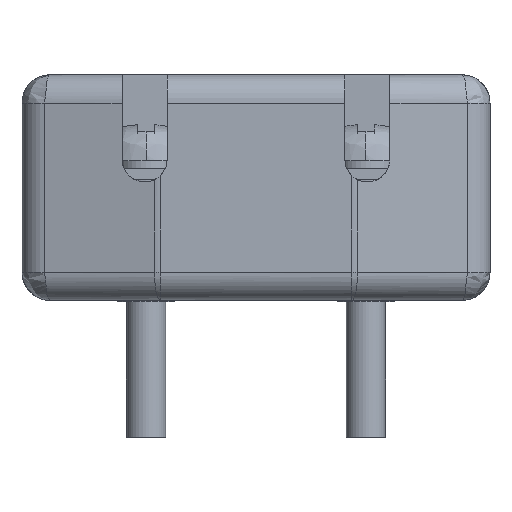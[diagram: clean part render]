
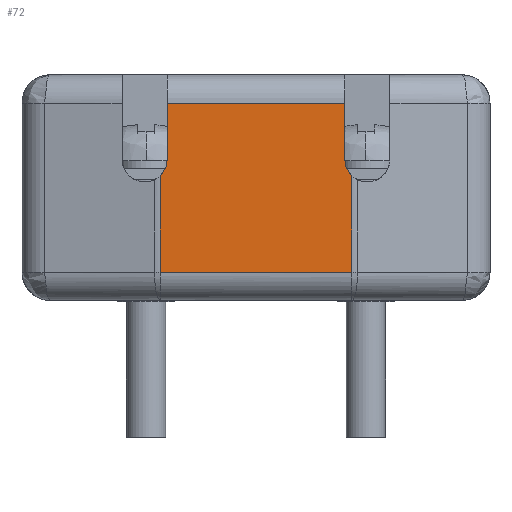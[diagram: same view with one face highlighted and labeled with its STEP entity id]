
A CAD part, left-side view. The second image highlights one B-rep face of the part: STEP entity #72.
In plain terms, the highlighted planar face has unit normal (-1, 0, 0).
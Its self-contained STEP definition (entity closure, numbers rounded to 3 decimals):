
#13 = LINE ( 'NONE', #3888, #7915 ) ;
#72 = ADVANCED_FACE ( 'NONE', ( #1526 ), #6842, .T. ) ;
#98 = DIRECTION ( 'NONE',  ( 0., 1., 0. ) ) ;
#458 = CARTESIAN_POINT ( 'NONE',  ( -10.25, 3.397, 1. ) ) ;
#524 = CARTESIAN_POINT ( 'NONE',  ( -10.25, 3.397, 4. ) ) ;
#584 = DIRECTION ( 'NONE',  ( 0., 0., -1. ) ) ;
#603 = LINE ( 'NONE', #7141, #2746 ) ;
#662 = CARTESIAN_POINT ( 'NONE',  ( -10.25, -3.397, 1. ) ) ;
#694 = VECTOR ( 'NONE', #2216, 1000. ) ;
#707 = DIRECTION ( 'NONE',  ( 0., 0., -1. ) ) ;
#754 = CARTESIAN_POINT ( 'NONE',  ( -10.25, 0., 7. ) ) ;
#833 = ORIENTED_EDGE ( 'NONE', *, *, #2520, .F. ) ;
#877 = CARTESIAN_POINT ( 'NONE',  ( -10.25, -3.397, 1. ) ) ;
#1172 = DIRECTION ( 'NONE',  ( 0., -1., 0. ) ) ;
#1290 = VERTEX_POINT ( 'NONE', #1848 ) ;
#1364 = EDGE_LOOP ( 'NONE', ( #7838, #3739, #3328, #8562, #833, #7042, #8453, #8522 ) ) ;
#1365 = DIRECTION ( 'NONE',  ( -1., 0., 0. ) ) ;
#1429 = CARTESIAN_POINT ( 'NONE',  ( -10.25, -3.15, 4. ) ) ;
#1526 = FACE_OUTER_BOUND ( 'NONE', #1364, .T. ) ;
#1756 = VECTOR ( 'NONE', #4675, 1000. ) ;
#1773 = CARTESIAN_POINT ( 'NONE',  ( -10.25, 3.15, 5. ) ) ;
#1848 = CARTESIAN_POINT ( 'NONE',  ( -10.25, -3.15, 7. ) ) ;
#2037 = AXIS2_PLACEMENT_3D ( 'NONE', #7335, #1365, #707 ) ;
#2079 = EDGE_CURVE ( 'NONE', #2395, #5071, #7347, .T. ) ;
#2216 = DIRECTION ( 'NONE',  ( 0., 0., 1. ) ) ;
#2245 = EDGE_CURVE ( 'NONE', #7249, #5071, #5491, .T. ) ;
#2395 = VERTEX_POINT ( 'NONE', #662 ) ;
#2453 = CIRCLE ( 'NONE', #2037, 0.8 ) ;
#2520 = EDGE_CURVE ( 'NONE', #5939, #5227, #2453, .T. ) ;
#2746 = VECTOR ( 'NONE', #1172, 1000. ) ;
#2856 = CARTESIAN_POINT ( 'NONE',  ( -10.25, -3.397, 4.422 ) ) ;
#3328 = ORIENTED_EDGE ( 'NONE', *, *, #7436, .T. ) ;
#3532 = DIRECTION ( 'NONE',  ( -1., 0., 0. ) ) ;
#3739 = ORIENTED_EDGE ( 'NONE', *, *, #5050, .T. ) ;
#3888 = CARTESIAN_POINT ( 'NONE',  ( -10.25, 3.15, 4. ) ) ;
#4145 = VECTOR ( 'NONE', #4435, 1000. ) ;
#4435 = DIRECTION ( 'NONE',  ( 0., 0., -1. ) ) ;
#4524 = CARTESIAN_POINT ( 'NONE',  ( -10.25, 3.15, 7. ) ) ;
#4668 = LINE ( 'NONE', #754, #5964 ) ;
#4675 = DIRECTION ( 'NONE',  ( 0., 0., 1. ) ) ;
#4901 = EDGE_CURVE ( 'NONE', #5216, #2395, #603, .T. ) ;
#5050 = EDGE_CURVE ( 'NONE', #7249, #1290, #6122, .T. ) ;
#5071 = VERTEX_POINT ( 'NONE', #2856 ) ;
#5198 = CARTESIAN_POINT ( 'NONE',  ( -10.25, -3.397, 4. ) ) ;
#5216 = VERTEX_POINT ( 'NONE', #458 ) ;
#5227 = VERTEX_POINT ( 'NONE', #1773 ) ;
#5356 = AXIS2_PLACEMENT_3D ( 'NONE', #8211, #7589, #6236 ) ;
#5491 = CIRCLE ( 'NONE', #5356, 0.8 ) ;
#5732 = AXIS2_PLACEMENT_3D ( 'NONE', #877, #3532, #6182 ) ;
#5939 = VERTEX_POINT ( 'NONE', #7794 ) ;
#5964 = VECTOR ( 'NONE', #98, 1000. ) ;
#6122 = LINE ( 'NONE', #1429, #694 ) ;
#6182 = DIRECTION ( 'NONE',  ( 0., 0., 1. ) ) ;
#6236 = DIRECTION ( 'NONE',  ( 0., 0., -1. ) ) ;
#6486 = LINE ( 'NONE', #524, #4145 ) ;
#6704 = EDGE_CURVE ( 'NONE', #5939, #5216, #6486, .T. ) ;
#6739 = VERTEX_POINT ( 'NONE', #4524 ) ;
#6824 = CARTESIAN_POINT ( 'NONE',  ( -10.25, -3.15, 5. ) ) ;
#6842 = PLANE ( 'NONE',  #5732 ) ;
#7042 = ORIENTED_EDGE ( 'NONE', *, *, #6704, .T. ) ;
#7141 = CARTESIAN_POINT ( 'NONE',  ( -10.25, 0., 1. ) ) ;
#7249 = VERTEX_POINT ( 'NONE', #6824 ) ;
#7335 = CARTESIAN_POINT ( 'NONE',  ( -10.25, 3.95, 5. ) ) ;
#7347 = LINE ( 'NONE', #5198, #1756 ) ;
#7368 = EDGE_CURVE ( 'NONE', #6739, #5227, #13, .T. ) ;
#7436 = EDGE_CURVE ( 'NONE', #1290, #6739, #4668, .T. ) ;
#7589 = DIRECTION ( 'NONE',  ( -1., 0., 0. ) ) ;
#7794 = CARTESIAN_POINT ( 'NONE',  ( -10.25, 3.397, 4.422 ) ) ;
#7838 = ORIENTED_EDGE ( 'NONE', *, *, #2245, .F. ) ;
#7915 = VECTOR ( 'NONE', #584, 1000. ) ;
#8211 = CARTESIAN_POINT ( 'NONE',  ( -10.25, -3.95, 5. ) ) ;
#8453 = ORIENTED_EDGE ( 'NONE', *, *, #4901, .T. ) ;
#8522 = ORIENTED_EDGE ( 'NONE', *, *, #2079, .T. ) ;
#8562 = ORIENTED_EDGE ( 'NONE', *, *, #7368, .T. ) ;
